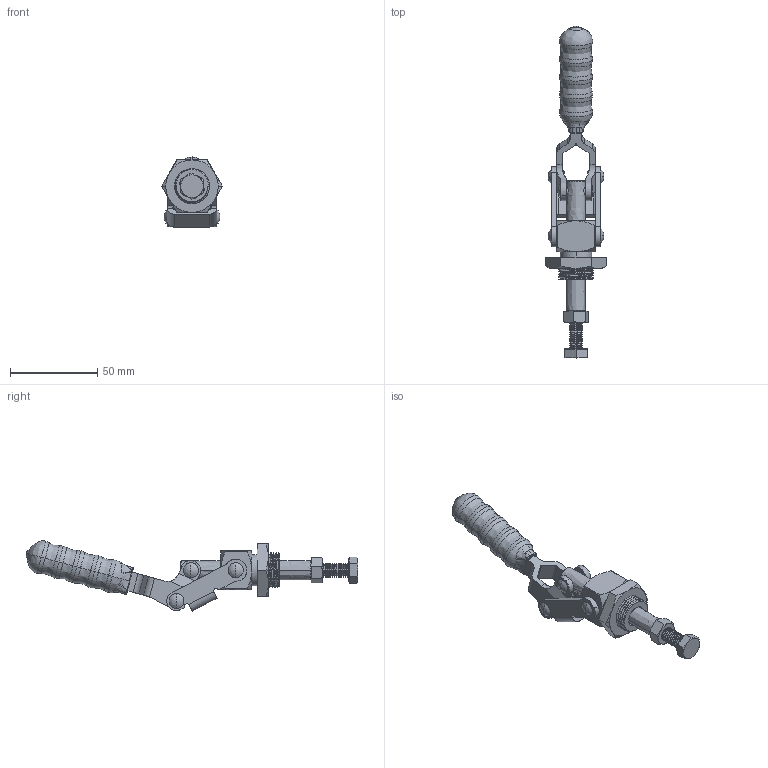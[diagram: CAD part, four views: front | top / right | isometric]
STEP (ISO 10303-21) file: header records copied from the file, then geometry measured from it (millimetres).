
FILE_DESCRIPTION((''),' ');
FILE_NAME('GH-36204M.stp',' ',('stephen'),('BIB design'),' ','ACIS 14.0',' ');
FILE_SCHEMA(('automotive_design'));
Length unit declared in the file: inch
Products named in the file (13): Part_3052; Part_3053; Part_3054; Part_3055; Part_3056; Part_3057; Part_3058; Part_3059; Part_3060; Part_3061; Part_6435; Part_6658; Part_17287
Bounding box: 34.64 x 189.97 x 40.12 mm (x, y, z)
Volume: 49630.1 mm3; surface area: 27846.7 mm2
Topology: 13 solids, 13 shells, 655 faces, 3569 edges, 2904 vertices
Faces by surface type: revolution 421, bspline 185, cylinder 28, torus 16, plane 3, sphere 2
Entity records: 102780 total; most frequent: CARTESIAN_POINT 38394, PRESENTATION_STYLE_ASSIGNMENT 7640, COLOUR_RGB 7640, STYLED_ITEM 7092, ORIENTED_EDGE 7040, DIRECTION 4591, CURVE_STYLE 4068, EDGE_CURVE 3520
